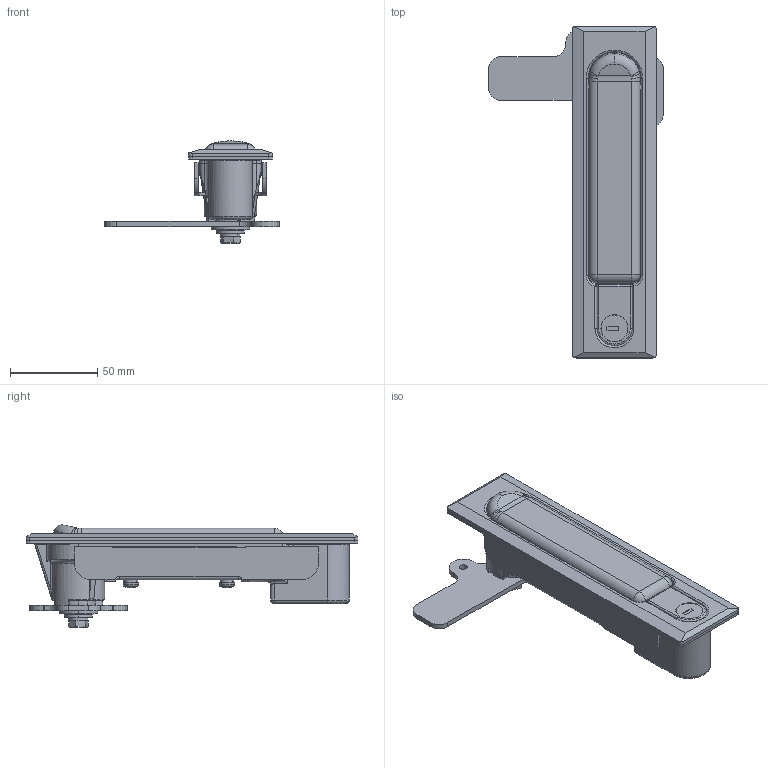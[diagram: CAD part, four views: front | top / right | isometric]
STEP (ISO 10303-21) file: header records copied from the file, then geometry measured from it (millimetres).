
FILE_DESCRIPTION (( 'STEP AP203' ), '1' );
FILE_NAME ('A-1480-1.STEP', '2021-03-15T05:31:27', ( '' ), ( '' ), 'SwSTEP 2.0', 'SolidWorks 2018', '' );
FILE_SCHEMA (( 'CONFIG_CONTROL_DESIGN' ));
Length unit declared in the file: millimetre
Products named in the file (16): A-1480-1; A-1480-1_六角ボルト_内径基準ver1.06__M6x18十字穴付六角ボルト(SUS)SWシングルセムス(P2); A-1480-1_スペーサー_; A-1480-1_ハンドル_; A-1480-1_十字穴付小ねじ_内径基準ver1.04__M5x11十字穴付なべ小ねじ(SUS)SWシングルセムス(P2); A-1480-1_ローターケース_; A-1480-1_ワッシャー_; A-1480-1_シャフト_; A-1480-1_ストッパー_; A-1480-1_パッキン_; A-1480-1_ダミーローター__#200-4_; A-1480-1_止め板_; A-1480-1_ハンドルシャフト_; A-1480-1_止め金_; A-1480-1_十字穴付皿小ねじ_内径基準ver1.03__M3x8十字穴付皿小ねじ(SUS); A-1480-1_本体_
Assembly tree (18 placements, depth 2):
  A-1480-1
    A-1480-1_本体_
    A-1480-1_ハンドル_
    A-1480-1_シャフト_
    A-1480-1_ローターケース_
    A-1480-1_止め金_
    A-1480-1_止め板_
    A-1480-1_十字穴付小ねじ_内径基準ver1.04__M5x11十字穴付なべ小ねじ(SUS)SWシングルセムス(P2)  x2
    A-1480-1_六角ボルト_内径基準ver1.06__M6x18十字穴付六角ボルト(SUS)SWシングルセムス(P2)
    A-1480-1_ダミーローター__#200-4_
    A-1480-1_ストッパー_
    A-1480-1_スペーサー_
    A-1480-1_ワッシャー_
    A-1480-1_ハンドルシャフト_
    A-1480-1_パッキン_
    A-1480-1_十字穴付皿小ねじ_内径基準ver1.03__M3x8十字穴付皿小ねじ(SUS)  x3
Bounding box: 100 x 190 x 58.49 mm (x, y, z)
Volume: 157751.4 mm3; surface area: 98297.3 mm2
Topology: 18 solids, 18 shells, 1005 faces, 2559 edges, 1588 vertices
Faces by surface type: plane 411, cylinder 365, bspline 74, torus 65, cone 52, sphere 38
Entity records: 31530 total; most frequent: CARTESIAN_POINT 8830, ORIENTED_EDGE 4474, DIRECTION 4368, EDGE_CURVE 2237, AXIS2_PLACEMENT_3D 1667, VERTEX_POINT 1396, VECTOR 1034, LINE 1034
